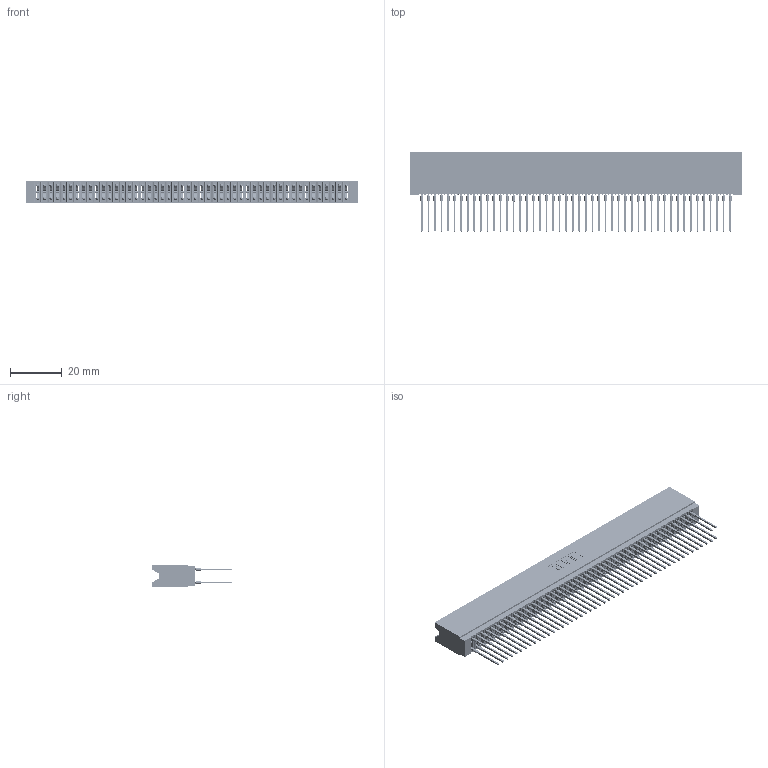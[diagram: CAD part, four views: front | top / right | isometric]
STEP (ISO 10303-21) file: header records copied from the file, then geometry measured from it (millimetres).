
FILE_DESCRIPTION (( 'STEP AP203' ), '1' );
FILE_NAME ('745-096-540-206.STEP', '2026-02-26T22:59:57', ( '' ), ( '' ), 'SwSTEP 2.0', 'SolidWorks 2023', '' );
FILE_SCHEMA (( 'CONFIG_CONTROL_DESIGN' ));
Length unit declared in the file: millimetre
Products named in the file (3): 745-292-001_540; 745 Part_Insulator Option - 06; 745-096-540-206
Assembly tree (97 placements, depth 2):
  745-096-540-206
    745 Part_Insulator Option - 06
    745-292-001_540  x96
Bounding box: 128.52 x 30.62 x 8.89 mm (x, y, z)
Volume: 11799.3 mm3; surface area: 25261.7 mm2
Topology: 97 solids, 97 shells, 8688 faces, 23348 edges, 14668 vertices
Faces by surface type: plane 4472, bspline 1920, cylinder 1720, torus 576
Entity records: 80010 total; most frequent: CARTESIAN_POINT 14378, ORIENTED_EDGE 13826, DIRECTION 12073, EDGE_CURVE 6913, VECTOR 6443, LINE 6443, VERTEX_POINT 4408, AXIS2_PLACEMENT_3D 2815
